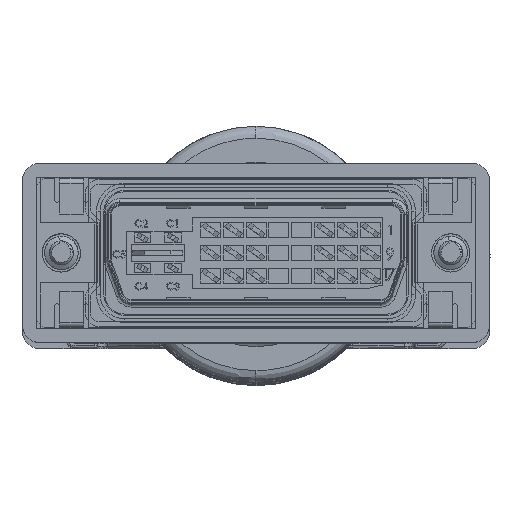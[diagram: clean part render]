
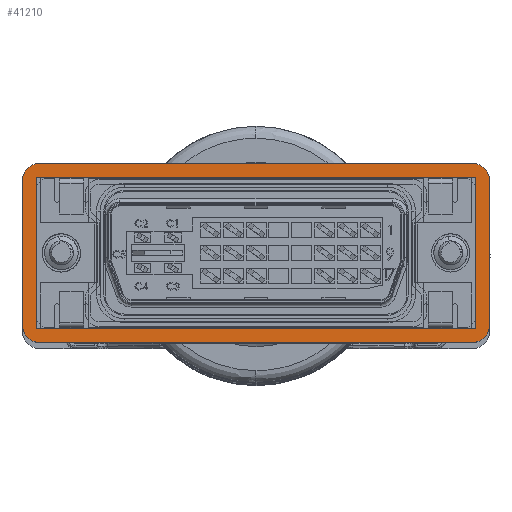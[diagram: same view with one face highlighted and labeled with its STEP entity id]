
A CAD part, top view. The second image highlights one B-rep face of the part: STEP entity #41210.
In plain terms, the highlighted face is planar.
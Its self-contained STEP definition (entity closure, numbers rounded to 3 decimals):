
#501 = CARTESIAN_POINT ( 'NONE',  ( 18., -7.5, 0. ) ) ;
#735 = DIRECTION ( 'NONE',  ( 0., 0., -1. ) ) ;
#1231 = EDGE_CURVE ( 'NONE', #50239, #44081, #60093, .T. ) ;
#2896 = EDGE_CURVE ( 'NONE', #59023, #53708, #70163, .T. ) ;
#3483 = CIRCLE ( 'NONE', #45527, 1.5 ) ;
#3583 = EDGE_CURVE ( 'NONE', #12649, #12626, #62425, .T. ) ;
#4091 = ORIENTED_EDGE ( 'NONE', *, *, #55809, .T. ) ;
#4320 = AXIS2_PLACEMENT_3D ( 'NONE', #33355, #735, #38831 ) ;
#5172 = EDGE_CURVE ( 'NONE', #18562, #46140, #3483, .T. ) ;
#5176 = FACE_OUTER_BOUND ( 'NONE', #13373, .T. ) ;
#5404 = EDGE_LOOP ( 'NONE', ( #22960, #35644, #4091, #16882 ) ) ;
#6002 = AXIS2_PLACEMENT_3D ( 'NONE', #57368, #24723, #62828 ) ;
#6690 = CARTESIAN_POINT ( 'NONE',  ( 18.35, -7.5, 0. ) ) ;
#6804 = ORIENTED_EDGE ( 'NONE', *, *, #2896, .T. ) ;
#7914 = VECTOR ( 'NONE', #8510, 1000. ) ;
#8510 = DIRECTION ( 'NONE',  ( 0., -1., 0. ) ) ;
#10471 = CARTESIAN_POINT ( 'NONE',  ( -18., -7.5, 0. ) ) ;
#11648 = CARTESIAN_POINT ( 'NONE',  ( -18., 7.5, 0. ) ) ;
#12007 = ORIENTED_EDGE ( 'NONE', *, *, #5172, .T. ) ;
#12626 = VERTEX_POINT ( 'NONE', #55048 ) ;
#12642 = EDGE_CURVE ( 'NONE', #22683, #12649, #69494, .T. ) ;
#12649 = VERTEX_POINT ( 'NONE', #22386 ) ;
#12891 = CARTESIAN_POINT ( 'NONE',  ( 19.5, -7.5, 0. ) ) ;
#12932 = ORIENTED_EDGE ( 'NONE', *, *, #12642, .T. ) ;
#13011 = CIRCLE ( 'NONE', #6002, 1.5 ) ;
#13373 = EDGE_LOOP ( 'NONE', ( #67003, #42240, #6804, #54261, #62229, #12007, #39853, #12932 ) ) ;
#14021 = CARTESIAN_POINT ( 'NONE',  ( 18., -6., 0. ) ) ;
#14362 = EDGE_CURVE ( 'NONE', #46140, #22683, #17457, .T. ) ;
#16223 = DIRECTION ( 'NONE',  ( 0., 0., -1. ) ) ;
#16882 = ORIENTED_EDGE ( 'NONE', *, *, #1231, .T. ) ;
#17047 = CARTESIAN_POINT ( 'NONE',  ( 7., 6.3, 0. ) ) ;
#17114 = AXIS2_PLACEMENT_3D ( 'NONE', #48846, #16223, #21937 ) ;
#17457 = LINE ( 'NONE', #12891, #28522 ) ;
#18562 = VERTEX_POINT ( 'NONE', #61965 ) ;
#19484 = DIRECTION ( 'NONE',  ( -1., 0., 0. ) ) ;
#20057 = EDGE_CURVE ( 'NONE', #12626, #59023, #13011, .T. ) ;
#21937 = DIRECTION ( 'NONE',  ( -1., 0., 0. ) ) ;
#22386 = CARTESIAN_POINT ( 'NONE',  ( -19.5, -6., 0. ) ) ;
#22457 = CARTESIAN_POINT ( 'NONE',  ( 18., 7.5, 0. ) ) ;
#22683 = VERTEX_POINT ( 'NONE', #10471 ) ;
#22726 = DIRECTION ( 'NONE',  ( 0., 1., 0. ) ) ;
#22960 = ORIENTED_EDGE ( 'NONE', *, *, #66008, .T. ) ;
#23337 = VERTEX_POINT ( 'NONE', #41273 ) ;
#24180 = VERTEX_POINT ( 'NONE', #67551 ) ;
#24548 = CARTESIAN_POINT ( 'NONE',  ( 19.5, -6.3, 0. ) ) ;
#24723 = DIRECTION ( 'NONE',  ( 0., 0., -1. ) ) ;
#28522 = VECTOR ( 'NONE', #67435, 1000. ) ;
#29331 = DIRECTION ( 'NONE',  ( 0., 0., -1. ) ) ;
#30048 = DIRECTION ( 'NONE',  ( 1., 0., 0. ) ) ;
#31772 = VECTOR ( 'NONE', #22726, 1000. ) ;
#33355 = CARTESIAN_POINT ( 'NONE',  ( -18., -6., 0. ) ) ;
#33455 = CARTESIAN_POINT ( 'NONE',  ( -19.5, -7.5, 0. ) ) ;
#34543 = CIRCLE ( 'NONE', #54648, 1.5 ) ;
#34633 = LINE ( 'NONE', #6690, #61881 ) ;
#35644 = ORIENTED_EDGE ( 'NONE', *, *, #38147, .T. ) ;
#35656 = CARTESIAN_POINT ( 'NONE',  ( 19.5, -7.5, 0. ) ) ;
#36850 = LINE ( 'NONE', #35656, #7914 ) ;
#38147 = EDGE_CURVE ( 'NONE', #65832, #23337, #39476, .T. ) ;
#38569 = EDGE_CURVE ( 'NONE', #24180, #18562, #36850, .T. ) ;
#38831 = DIRECTION ( 'NONE',  ( -1., 0., 0. ) ) ;
#39473 = VECTOR ( 'NONE', #48768, 1000. ) ;
#39476 = LINE ( 'NONE', #24548, #66753 ) ;
#39853 = ORIENTED_EDGE ( 'NONE', *, *, #14362, .T. ) ;
#40285 = CARTESIAN_POINT ( 'NONE',  ( 18.35, 6.3, 0. ) ) ;
#41210 = ADVANCED_FACE ( 'NONE', ( #5176, #46870 ), #54575, .T. ) ;
#41273 = CARTESIAN_POINT ( 'NONE',  ( 18.35, -6.3, 0. ) ) ;
#42240 = ORIENTED_EDGE ( 'NONE', *, *, #20057, .T. ) ;
#44081 = VERTEX_POINT ( 'NONE', #53557 ) ;
#45527 = AXIS2_PLACEMENT_3D ( 'NONE', #14021, #52115, #19484 ) ;
#46140 = VERTEX_POINT ( 'NONE', #501 ) ;
#46870 = FACE_BOUND ( 'NONE', #5404, .T. ) ;
#47583 = EDGE_CURVE ( 'NONE', #53708, #24180, #34543, .T. ) ;
#47630 = DIRECTION ( 'NONE',  ( 0., -1., 0. ) ) ;
#48768 = DIRECTION ( 'NONE',  ( 1., 0., 0. ) ) ;
#48846 = CARTESIAN_POINT ( 'NONE',  ( 19.5, -7.5, 0. ) ) ;
#49007 = VECTOR ( 'NONE', #55185, 1000. ) ;
#50239 = VERTEX_POINT ( 'NONE', #40285 ) ;
#52115 = DIRECTION ( 'NONE',  ( 0., 0., -1. ) ) ;
#53086 = VECTOR ( 'NONE', #47630, 1000. ) ;
#53557 = CARTESIAN_POINT ( 'NONE',  ( -18.35, 6.3, 0. ) ) ;
#53708 = VERTEX_POINT ( 'NONE', #22457 ) ;
#54261 = ORIENTED_EDGE ( 'NONE', *, *, #47583, .T. ) ;
#54271 = CARTESIAN_POINT ( 'NONE',  ( 19.5, 7.5, 0. ) ) ;
#54575 = PLANE ( 'NONE',  #17114 ) ;
#54648 = AXIS2_PLACEMENT_3D ( 'NONE', #61931, #29331, #67433 ) ;
#54839 = LINE ( 'NONE', #69360, #53086 ) ;
#55048 = CARTESIAN_POINT ( 'NONE',  ( -19.5, 6., 0. ) ) ;
#55185 = DIRECTION ( 'NONE',  ( -1., 0., 0. ) ) ;
#55740 = DIRECTION ( 'NONE',  ( 0., 1., 0. ) ) ;
#55809 = EDGE_CURVE ( 'NONE', #23337, #50239, #34633, .T. ) ;
#56531 = CARTESIAN_POINT ( 'NONE',  ( -18.35, -6.3, 0. ) ) ;
#57368 = CARTESIAN_POINT ( 'NONE',  ( -18., 6., 0. ) ) ;
#59023 = VERTEX_POINT ( 'NONE', #11648 ) ;
#60093 = LINE ( 'NONE', #17047, #49007 ) ;
#61881 = VECTOR ( 'NONE', #55740, 1000. ) ;
#61931 = CARTESIAN_POINT ( 'NONE',  ( 18., 6., 0. ) ) ;
#61965 = CARTESIAN_POINT ( 'NONE',  ( 19.5, -6., 0. ) ) ;
#62229 = ORIENTED_EDGE ( 'NONE', *, *, #38569, .T. ) ;
#62425 = LINE ( 'NONE', #33455, #31772 ) ;
#62828 = DIRECTION ( 'NONE',  ( -1., 0., 0. ) ) ;
#65832 = VERTEX_POINT ( 'NONE', #56531 ) ;
#66008 = EDGE_CURVE ( 'NONE', #44081, #65832, #54839, .T. ) ;
#66753 = VECTOR ( 'NONE', #30048, 1000. ) ;
#67003 = ORIENTED_EDGE ( 'NONE', *, *, #3583, .T. ) ;
#67433 = DIRECTION ( 'NONE',  ( -1., 0., 0. ) ) ;
#67435 = DIRECTION ( 'NONE',  ( -1., 0., 0. ) ) ;
#67551 = CARTESIAN_POINT ( 'NONE',  ( 19.5, 6., 0. ) ) ;
#69360 = CARTESIAN_POINT ( 'NONE',  ( -18.35, -7.5, 0. ) ) ;
#69494 = CIRCLE ( 'NONE', #4320, 1.5 ) ;
#70163 = LINE ( 'NONE', #54271, #39473 ) ;
